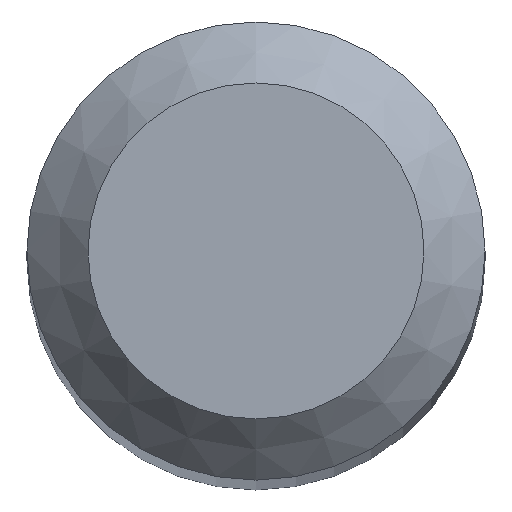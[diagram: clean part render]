
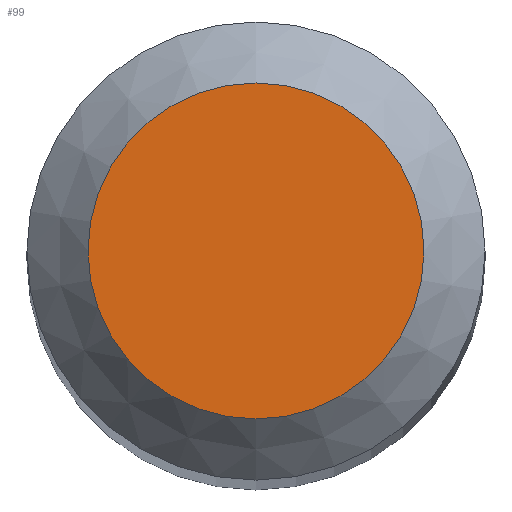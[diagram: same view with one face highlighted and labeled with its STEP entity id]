
A CAD part, top view. The second image highlights one B-rep face of the part: STEP entity #99.
In plain terms, the highlighted planar face has unit normal (0, 0, 1).
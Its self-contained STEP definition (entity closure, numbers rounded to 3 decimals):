
#12 = AXIS2_PLACEMENT_3D ( 'NONE', #173, #37, #176 ) ;
#31 = CIRCLE ( 'NONE', #215, 0.55 ) ;
#37 = DIRECTION ( 'NONE',  ( 0., 0., -1. ) ) ;
#40 = DIRECTION ( 'NONE',  ( 0., 0., -1. ) ) ;
#58 = CARTESIAN_POINT ( 'NONE',  ( 0., 0.55, 30. ) ) ;
#60 = VERTEX_POINT ( 'NONE', #58 ) ;
#75 = DIRECTION ( 'NONE',  ( 0., 1., 0. ) ) ;
#99 = ADVANCED_FACE ( 'NONE', ( #169 ), #153, .F. ) ;
#110 = ORIENTED_EDGE ( 'NONE', *, *, #113, .F. ) ;
#113 = EDGE_CURVE ( 'NONE', #60, #60, #31, .T. ) ;
#153 = PLANE ( 'NONE',  #12 ) ;
#167 = EDGE_LOOP ( 'NONE', ( #110 ) ) ;
#169 = FACE_OUTER_BOUND ( 'NONE', #167, .T. ) ;
#173 = CARTESIAN_POINT ( 'NONE',  ( 0., 0., 30. ) ) ;
#176 = DIRECTION ( 'NONE',  ( 0., 1., 0. ) ) ;
#199 = CARTESIAN_POINT ( 'NONE',  ( 0., 0., 30. ) ) ;
#215 = AXIS2_PLACEMENT_3D ( 'NONE', #199, #40, #75 ) ;
